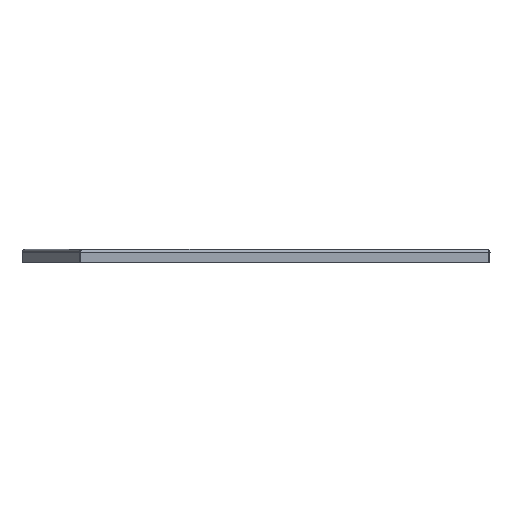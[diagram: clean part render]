
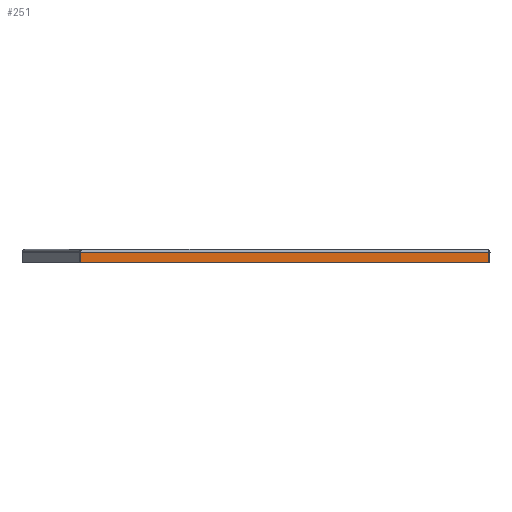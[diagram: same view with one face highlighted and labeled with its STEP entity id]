
A CAD part, left-side view. The second image highlights one B-rep face of the part: STEP entity #251.
In plain terms, the highlighted planar face has unit normal (-1, 0, 0).
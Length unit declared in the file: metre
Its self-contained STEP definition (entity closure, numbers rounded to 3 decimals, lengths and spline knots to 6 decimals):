
#251 = ADVANCED_FACE( '', ( #525 ), #526, .F. );
#525 = FACE_OUTER_BOUND( '', #1082, .T. );
#526 = PLANE( '', #1083 );
#1082 = EDGE_LOOP( '', ( #1853, #1854, #1855, #1856 ) );
#1083 = AXIS2_PLACEMENT_3D( '', #1857, #1858, #1859 );
#1853 = ORIENTED_EDGE( '', *, *, #2191, .F. );
#1854 = ORIENTED_EDGE( '', *, *, #2220, .T. );
#1855 = ORIENTED_EDGE( '', *, *, #1982, .T. );
#1856 = ORIENTED_EDGE( '', *, *, #2147, .T. );
#1857 = CARTESIAN_POINT( '', ( -0.159256, -0.140318, 0.005961 ) );
#1858 = DIRECTION( '', ( 1., 0., 0. ) );
#1859 = DIRECTION( '', ( 0., -0.996, -0.087 ) );
#1982 = EDGE_CURVE( '', #2269, #2270, #2271, .T. );
#2147 = EDGE_CURVE( '', #2270, #2538, #2539, .T. );
#2191 = EDGE_CURVE( '', #2593, #2538, #2595, .T. );
#2220 = EDGE_CURVE( '', #2593, #2269, #2626, .F. );
#2269 = VERTEX_POINT( '', #2678 );
#2270 = VERTEX_POINT( '', #2679 );
#2271 = LINE( '', #2680, #2681 );
#2538 = VERTEX_POINT( '', #3046 );
#2539 = LINE( '', #3047, #3048 );
#2593 = VERTEX_POINT( '', #3134 );
#2595 = LINE( '', #3142, #3143 );
#2626 = LINE( '', #3200, #3201 );
#2678 = CARTESIAN_POINT( '', ( -0.159256, -0.079586, 0.004961 ) );
#2679 = CARTESIAN_POINT( '', ( -0.159256, -0.079586, 0.001961 ) );
#2680 = CARTESIAN_POINT( '', ( -0.159256, -0.079586, 0.005961 ) );
#2681 = VECTOR( '', #3259, 1. );
#3046 = CARTESIAN_POINT( '', ( -0.159256, -0.201049, 0.001961 ) );
#3047 = CARTESIAN_POINT( '', ( -0.159256, -0.140318, 0.001961 ) );
#3048 = VECTOR( '', #3514, 1. );
#3134 = CARTESIAN_POINT( '', ( -0.159256, -0.20105, 0.004961 ) );
#3142 = CARTESIAN_POINT( '', ( -0.159256, -0.201049, 0.005961 ) );
#3143 = VECTOR( '', #3562, 1. );
#3200 = CARTESIAN_POINT( '', ( -0.159256, -0.079586, 0.004961 ) );
#3201 = VECTOR( '', #3589, 1. );
#3259 = DIRECTION( '', ( 0., 0., -1. ) );
#3514 = DIRECTION( '', ( 0., -1., 0. ) );
#3562 = DIRECTION( '', ( 0., 0., -1. ) );
#3589 = DIRECTION( '', ( 0., -1., 0. ) );
